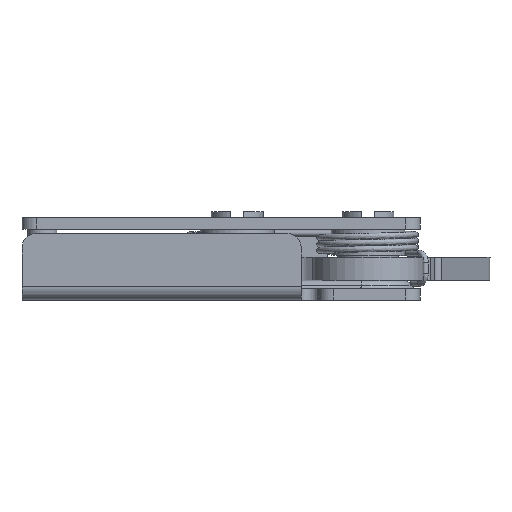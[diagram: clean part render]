
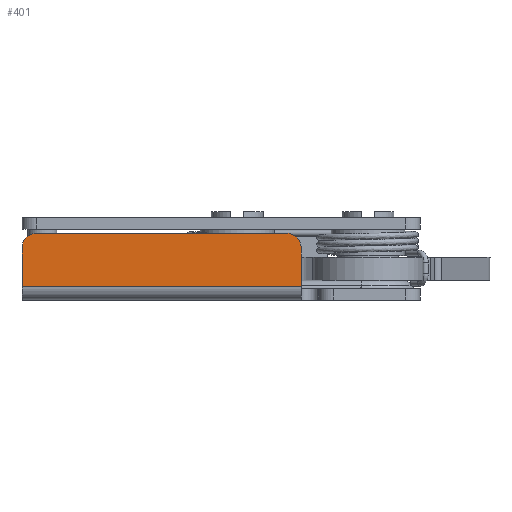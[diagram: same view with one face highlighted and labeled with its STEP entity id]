
A CAD part, front view. The second image highlights one B-rep face of the part: STEP entity #401.
In plain terms, the highlighted planar face has unit normal (0, -1, 0).
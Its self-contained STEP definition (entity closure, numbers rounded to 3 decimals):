
#401=ADVANCED_FACE('',(#947),#948,.T.);
#947=FACE_OUTER_BOUND('',#1749,.T.);
#948=PLANE('',#1750);
#1749=EDGE_LOOP('',(#3835,#3836,#3837,#3838,#3839,#3840));
#1750=AXIS2_PLACEMENT_3D('',#3841,#3842,#3843);
#3835=ORIENTED_EDGE('',*,*,#5561,.T.);
#3836=ORIENTED_EDGE('',*,*,#5639,.F.);
#3837=ORIENTED_EDGE('',*,*,#5640,.F.);
#3838=ORIENTED_EDGE('',*,*,#5575,.T.);
#3839=ORIENTED_EDGE('',*,*,#5635,.T.);
#3840=ORIENTED_EDGE('',*,*,#5465,.F.);
#3841=CARTESIAN_POINT('',(6.312,23.027,-5.75));
#3842=DIRECTION('',(0.,-1.0,0.));
#3843=DIRECTION('',(1.0,0.0,0.));
#5465=EDGE_CURVE('',#6235,#6237,#6238,.T.);
#5561=EDGE_CURVE('',#6235,#6411,#6413,.T.);
#5575=EDGE_CURVE('',#6432,#6430,#6433,.T.);
#5635=EDGE_CURVE('',#6430,#6237,#6507,.T.);
#5639=EDGE_CURVE('',#6511,#6411,#6512,.T.);
#5640=EDGE_CURVE('',#6432,#6511,#6513,.T.);
#6235=VERTEX_POINT('',#7376);
#6237=VERTEX_POINT('',#7379);
#6238=CIRCLE('',#7380,2.5);
#6411=VERTEX_POINT('',#7598);
#6413=LINE('',#7601,#7602);
#6430=VERTEX_POINT('',#7624);
#6432=VERTEX_POINT('',#7626);
#6433=LINE('',#7627,#7628);
#6507=LINE('',#7732,#7733);
#6511=VERTEX_POINT('',#7737);
#6512=CIRCLE('',#7738,2.5);
#6513=LINE('',#7739,#7740);
#7376=CARTESIAN_POINT('',(3.812,23.027,5.75));
#7379=CARTESIAN_POINT('',(6.312,23.027,3.25));
#7380=AXIS2_PLACEMENT_3D('',#9005,#9006,#9007);
#7598=CARTESIAN_POINT('',(-39.188,23.027,5.75));
#7601=CARTESIAN_POINT('',(6.312,23.027,5.75));
#7602=VECTOR('',#9171,1.0);
#7624=CARTESIAN_POINT('',(6.312,23.027,-3.45));
#7626=CARTESIAN_POINT('',(-41.688,23.027,-3.45));
#7627=CARTESIAN_POINT('',(6.312,23.027,-3.45));
#7628=VECTOR('',#9189,1.0);
#7732=CARTESIAN_POINT('',(6.312,23.027,-5.75));
#7733=VECTOR('',#9256,1.0);
#7737=CARTESIAN_POINT('',(-41.688,23.027,3.25));
#7738=AXIS2_PLACEMENT_3D('',#9257,#9258,#9259);
#7739=CARTESIAN_POINT('',(-41.688,23.027,-5.75));
#7740=VECTOR('',#9260,1.0);
#9005=CARTESIAN_POINT('',(3.812,23.027,3.25));
#9006=DIRECTION('',(0.,1.0,0.));
#9007=DIRECTION('',(-1.0,0.,0.));
#9171=DIRECTION('',(-1.0,0.,0.));
#9189=DIRECTION('',(1.0,0.,0.));
#9256=DIRECTION('',(0.,0.,1.0));
#9257=CARTESIAN_POINT('',(-39.188,23.027,3.25));
#9258=DIRECTION('',(0.,1.0,0.));
#9259=DIRECTION('',(-1.0,0.,0.));
#9260=DIRECTION('',(0.,0.,1.0));
